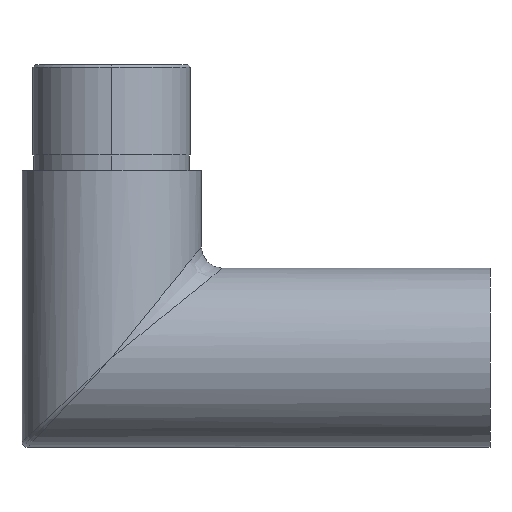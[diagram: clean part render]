
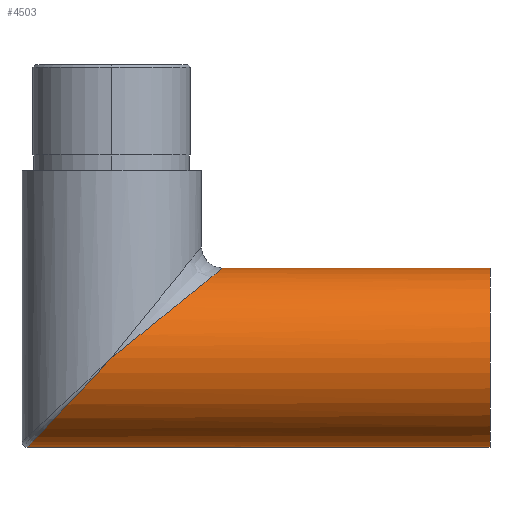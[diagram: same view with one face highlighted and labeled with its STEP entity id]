
A CAD part, left-side view. The second image highlights one B-rep face of the part: STEP entity #4503.
In plain terms, the highlighted cylindrical face has radius 16.85 mm (diameter 33.7 mm), a partial arc.
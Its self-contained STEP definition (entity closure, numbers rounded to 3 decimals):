
#751 = VERTEX_POINT ( 'NONE', #6683 ) ;
#845 = CARTESIAN_POINT ( 'NONE',  ( -16.85, 58.936, 9.871 ) ) ;
#1243 = CARTESIAN_POINT ( 'NONE',  ( -16.85, 71.15, 0. ) ) ;
#1266 = ORIENTED_EDGE ( 'NONE', *, *, #3939, .F. ) ;
#1421 = CARTESIAN_POINT ( 'NONE',  ( 0., 118.809, 0. ) ) ;
#2151 = CARTESIAN_POINT ( 'NONE',  ( -16.85, 71.15, 0. ) ) ;
#2252 = CARTESIAN_POINT ( 'NONE',  ( 0., 118.809, 16.85 ) ) ;
#2316 = CARTESIAN_POINT ( 'NONE',  ( 0., 0., 16.85 ) ) ;
#2823 =( BOUNDED_CURVE ( )  B_SPLINE_CURVE ( 3, ( #6742, #13997, #845, #2151 ),
 .UNSPECIFIED., .F., .F. ) 
 B_SPLINE_CURVE_WITH_KNOTS ( ( 4, 4 ),
 ( 0., 1.571 ),
 .UNSPECIFIED. ) 
 CURVE ( )  GEOMETRIC_REPRESENTATION_ITEM ( )  RATIONAL_B_SPLINE_CURVE ( ( 1., 0.805, 0.805, 1. ) ) 
 REPRESENTATION_ITEM ( '' )  );
#2841 = FACE_OUTER_BOUND ( 'NONE', #5441, .T. ) ;
#3415 = CARTESIAN_POINT ( 'NONE',  ( 0., 50.3, 16.85 ) ) ;
#3646 = DIRECTION ( 'NONE',  ( 0., -1., 0. ) ) ;
#3737 = DIRECTION ( 'NONE',  ( 0., -1., 0. ) ) ;
#3939 = EDGE_CURVE ( 'NONE', #12484, #8999, #4542, .T. ) ;
#3943 = VERTEX_POINT ( 'NONE', #9473 ) ;
#4147 = CYLINDRICAL_SURFACE ( 'NONE', #5809, 16.85 ) ;
#4503 = ADVANCED_FACE ( 'NONE', ( #2841 ), #4147, .T. ) ;
#4542 = LINE ( 'NONE', #2252, #12542 ) ;
#5441 = EDGE_LOOP ( 'NONE', ( #1266, #13548, #5666, #5898, #9807 ) ) ;
#5594 = EDGE_CURVE ( 'NONE', #3943, #8999, #12685, .T. ) ;
#5666 = ORIENTED_EDGE ( 'NONE', *, *, #12087, .T. ) ;
#5809 = AXIS2_PLACEMENT_3D ( 'NONE', #1421, #3737, #6250 ) ;
#5868 = CARTESIAN_POINT ( 'NONE',  ( 0., 87., -16.85 ) ) ;
#5898 = ORIENTED_EDGE ( 'NONE', *, *, #14886, .T. ) ;
#6250 = DIRECTION ( 'NONE',  ( 0., 0., -1. ) ) ;
#6298 = EDGE_CURVE ( 'NONE', #12484, #751, #2823, .T. ) ;
#6683 = CARTESIAN_POINT ( 'NONE',  ( -16.85, 71.15, 0. ) ) ;
#6742 = CARTESIAN_POINT ( 'NONE',  ( 0., 50.3, 16.85 ) ) ;
#7325 = CARTESIAN_POINT ( 'NONE',  ( -9.871, 87., -16.85 ) ) ;
#7819 = LINE ( 'NONE', #10925, #9317 ) ;
#8585 = CARTESIAN_POINT ( 'NONE',  ( 0., 87., -16.85 ) ) ;
#8999 = VERTEX_POINT ( 'NONE', #2316 ) ;
#9317 = VECTOR ( 'NONE', #3646, 1000. ) ;
#9473 = CARTESIAN_POINT ( 'NONE',  ( 0., 0., -16.85 ) ) ;
#9807 = ORIENTED_EDGE ( 'NONE', *, *, #5594, .T. ) ;
#10066 = DIRECTION ( 'NONE',  ( 0., 0., 1. ) ) ;
#10465 = AXIS2_PLACEMENT_3D ( 'NONE', #12672, #12523, #10066 ) ;
#10710 = DIRECTION ( 'NONE',  ( 0., -1., 0. ) ) ;
#10800 =( BOUNDED_CURVE ( )  B_SPLINE_CURVE ( 3, ( #1243, #14446, #7325, #8585 ),
 .UNSPECIFIED., .F., .T. ) 
 B_SPLINE_CURVE_WITH_KNOTS ( ( 4, 4 ),
 ( 1.571, 3.142 ),
 .UNSPECIFIED. ) 
 CURVE ( )  GEOMETRIC_REPRESENTATION_ITEM ( )  RATIONAL_B_SPLINE_CURVE ( ( 1., 0.805, 0.805, 1. ) ) 
 REPRESENTATION_ITEM ( '' )  );
#10925 = CARTESIAN_POINT ( 'NONE',  ( 0., 118.809, -16.85 ) ) ;
#12087 = EDGE_CURVE ( 'NONE', #751, #15669, #10800, .T. ) ;
#12484 = VERTEX_POINT ( 'NONE', #3415 ) ;
#12523 = DIRECTION ( 'NONE',  ( 0., 1., 0. ) ) ;
#12542 = VECTOR ( 'NONE', #10710, 1000. ) ;
#12672 = CARTESIAN_POINT ( 'NONE',  ( 0., 0., 0. ) ) ;
#12685 = CIRCLE ( 'NONE', #10465, 16.85 ) ;
#13548 = ORIENTED_EDGE ( 'NONE', *, *, #6298, .T. ) ;
#13997 = CARTESIAN_POINT ( 'NONE',  ( -9.871, 50.3, 16.85 ) ) ;
#14446 = CARTESIAN_POINT ( 'NONE',  ( -16.85, 80.435, -9.871 ) ) ;
#14886 = EDGE_CURVE ( 'NONE', #15669, #3943, #7819, .T. ) ;
#15669 = VERTEX_POINT ( 'NONE', #5868 ) ;
